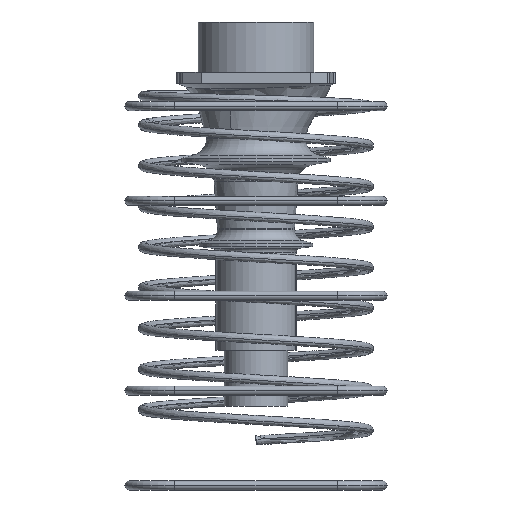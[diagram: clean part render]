
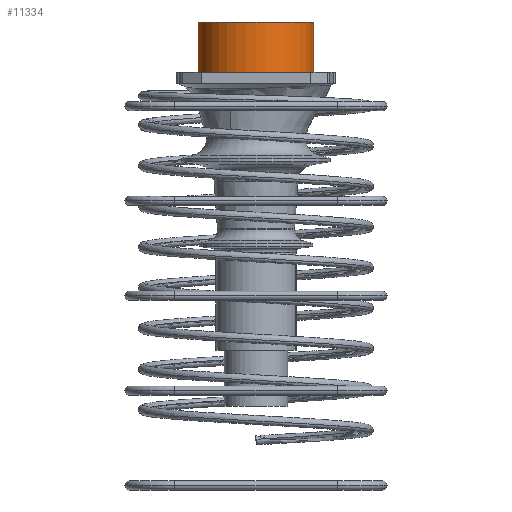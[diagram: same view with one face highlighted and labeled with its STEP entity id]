
A CAD part, front view. The second image highlights one B-rep face of the part: STEP entity #11334.
In plain terms, the highlighted cylindrical face has radius 127.5 mm (diameter 255 mm), a partial arc.
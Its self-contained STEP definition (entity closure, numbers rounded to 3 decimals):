
#64 = CARTESIAN_POINT ( 'NONE',  ( 127.5, 0., 87.254 ) ) ;
#4076 = VERTEX_POINT ( 'NONE', #64 ) ;
#8544 = ORIENTED_EDGE ( 'NONE', *, *, #18184, .T. ) ;
#10622 = CIRCLE ( 'NONE', #79515, 127.5 ) ;
#11334 = ADVANCED_FACE ( 'NONE', ( #78652 ), #29190, .T. ) ;
#12664 = DIRECTION ( 'NONE',  ( 0., 0., 1. ) ) ;
#15863 = LINE ( 'NONE', #71949, #47338 ) ;
#18184 = EDGE_CURVE ( 'NONE', #38402, #80006, #30057, .T. ) ;
#23011 = DIRECTION ( 'NONE',  ( 0., 0., 1. ) ) ;
#23111 = DIRECTION ( 'NONE',  ( 1., 0., 0. ) ) ;
#24362 = CARTESIAN_POINT ( 'NONE',  ( 0., 0., -22.746 ) ) ;
#28968 = EDGE_CURVE ( 'NONE', #80006, #4076, #15863, .T. ) ;
#29190 = CYLINDRICAL_SURFACE ( 'NONE', #56418, 127.5 ) ;
#30057 = CIRCLE ( 'NONE', #57028, 127.5 ) ;
#36931 = DIRECTION ( 'NONE',  ( 1., 0., 0. ) ) ;
#36990 = DIRECTION ( 'NONE',  ( 0., 0., 1. ) ) ;
#37012 = CARTESIAN_POINT ( 'NONE',  ( 0., 0., 87.254 ) ) ;
#37505 = LINE ( 'NONE', #63632, #72497 ) ;
#38402 = VERTEX_POINT ( 'NONE', #42548 ) ;
#40590 = CARTESIAN_POINT ( 'NONE',  ( -127.5, 0., 87.254 ) ) ;
#42548 = CARTESIAN_POINT ( 'NONE',  ( -127.5, 0., -22.746 ) ) ;
#45866 = EDGE_CURVE ( 'NONE', #61041, #4076, #10622, .T. ) ;
#46162 = CARTESIAN_POINT ( 'NONE',  ( 127.5, 0., -22.746 ) ) ;
#47338 = VECTOR ( 'NONE', #71783, 1000. ) ;
#52173 = EDGE_LOOP ( 'NONE', ( #69255, #8544, #53866, #65508 ) ) ;
#53866 = ORIENTED_EDGE ( 'NONE', *, *, #28968, .T. ) ;
#56418 = AXIS2_PLACEMENT_3D ( 'NONE', #24362, #23011, #23111 ) ;
#57028 = AXIS2_PLACEMENT_3D ( 'NONE', #76145, #75973, #75873 ) ;
#61041 = VERTEX_POINT ( 'NONE', #40590 ) ;
#63632 = CARTESIAN_POINT ( 'NONE',  ( -127.5, 0., -22.746 ) ) ;
#65508 = ORIENTED_EDGE ( 'NONE', *, *, #45866, .F. ) ;
#69255 = ORIENTED_EDGE ( 'NONE', *, *, #80610, .F. ) ;
#71783 = DIRECTION ( 'NONE',  ( 0., 0., 1. ) ) ;
#71949 = CARTESIAN_POINT ( 'NONE',  ( 127.5, 0., -22.746 ) ) ;
#72497 = VECTOR ( 'NONE', #12664, 1000. ) ;
#75873 = DIRECTION ( 'NONE',  ( 1., 0., 0. ) ) ;
#75973 = DIRECTION ( 'NONE',  ( 0., 0., 1. ) ) ;
#76145 = CARTESIAN_POINT ( 'NONE',  ( 0., 0., -22.746 ) ) ;
#78652 = FACE_OUTER_BOUND ( 'NONE', #52173, .T. ) ;
#79515 = AXIS2_PLACEMENT_3D ( 'NONE', #37012, #36990, #36931 ) ;
#80006 = VERTEX_POINT ( 'NONE', #46162 ) ;
#80610 = EDGE_CURVE ( 'NONE', #38402, #61041, #37505, .T. ) ;
